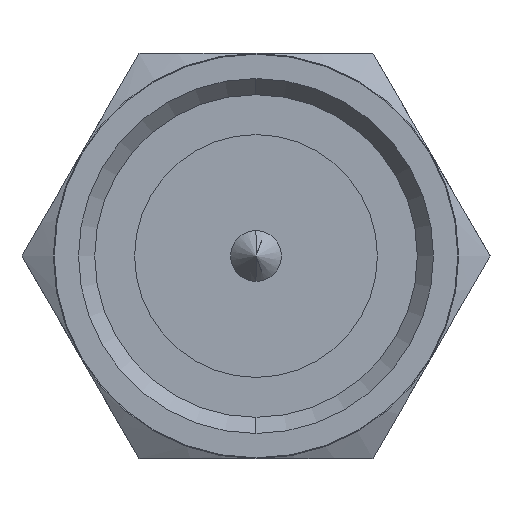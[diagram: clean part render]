
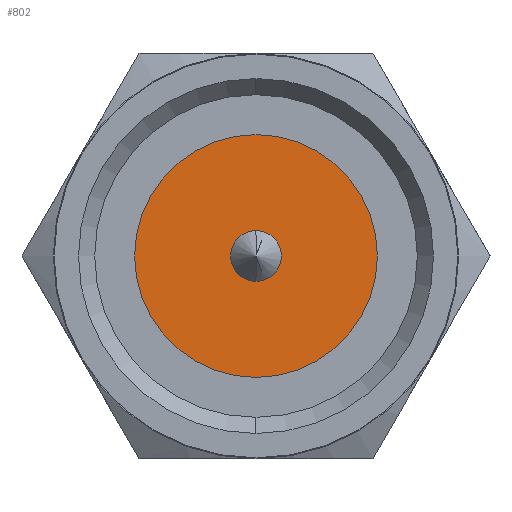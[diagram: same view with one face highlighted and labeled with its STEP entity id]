
A CAD part, left-side view. The second image highlights one B-rep face of the part: STEP entity #802.
In plain terms, the highlighted planar face has unit normal (-1, 0, 0).
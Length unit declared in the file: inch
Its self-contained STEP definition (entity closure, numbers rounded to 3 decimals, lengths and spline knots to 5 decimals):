
#24 = DIRECTION ( 'NONE',  ( -1., 0., 0. ) ) ;
#26 = CARTESIAN_POINT ( 'NONE',  ( -0.34396, 0., 0. ) ) ;
#31 = VERTEX_POINT ( 'NONE', #400 ) ;
#35 = DIRECTION ( 'NONE',  ( 0., 0., -1. ) ) ;
#39 = CARTESIAN_POINT ( 'NONE',  ( -0.34396, 0., 0. ) ) ;
#77 = ORIENTED_EDGE ( 'NONE', *, *, #620, .F. ) ;
#131 = CARTESIAN_POINT ( 'NONE',  ( -0.34396, 0., 0.07485 ) ) ;
#172 = ORIENTED_EDGE ( 'NONE', *, *, #774, .T. ) ;
#177 = AXIS2_PLACEMENT_3D ( 'NONE', #26, #494, #963 ) ;
#233 = DIRECTION ( 'NONE',  ( -1., 0., 0. ) ) ;
#281 = ORIENTED_EDGE ( 'NONE', *, *, #1332, .T. ) ;
#291 = PLANE ( 'NONE',  #830 ) ;
#334 = AXIS2_PLACEMENT_3D ( 'NONE', #39, #24, #506 ) ;
#335 = ORIENTED_EDGE ( 'NONE', *, *, #1017, .F. ) ;
#352 = DIRECTION ( 'NONE',  ( 0., 0., 1. ) ) ;
#365 = VERTEX_POINT ( 'NONE', #1167 ) ;
#394 = CIRCLE ( 'NONE', #334, 0.07485 ) ;
#400 = CARTESIAN_POINT ( 'NONE',  ( -0.34396, 0., 0.01562 ) ) ;
#471 = CIRCLE ( 'NONE', #1337, 0.01562 ) ;
#494 = DIRECTION ( 'NONE',  ( -1., 0., 0. ) ) ;
#501 = FACE_OUTER_BOUND ( 'NONE', #661, .T. ) ;
#506 = DIRECTION ( 'NONE',  ( 0., 0., 1. ) ) ;
#553 = CARTESIAN_POINT ( 'NONE',  ( -0.34396, 0., -0.07485 ) ) ;
#620 = EDGE_CURVE ( 'NONE', #365, #31, #1180, .T. ) ;
#627 = AXIS2_PLACEMENT_3D ( 'NONE', #1417, #233, #352 ) ;
#661 = EDGE_LOOP ( 'NONE', ( #281, #172 ) ) ;
#754 = CARTESIAN_POINT ( 'NONE',  ( -0.34396, 0.07485, 0. ) ) ;
#774 = EDGE_CURVE ( 'NONE', #1520, #1480, #985, .T. ) ;
#802 = ADVANCED_FACE ( 'NONE', ( #1098, #501 ), #291, .F. ) ;
#829 = DIRECTION ( 'NONE',  ( 0., 0., 1. ) ) ;
#830 = AXIS2_PLACEMENT_3D ( 'NONE', #754, #1454, #35 ) ;
#963 = DIRECTION ( 'NONE',  ( 0., 0., 1. ) ) ;
#985 = CIRCLE ( 'NONE', #177, 0.07485 ) ;
#1002 = EDGE_LOOP ( 'NONE', ( #335, #77 ) ) ;
#1017 = EDGE_CURVE ( 'NONE', #31, #365, #471, .T. ) ;
#1098 = FACE_BOUND ( 'NONE', #1002, .T. ) ;
#1167 = CARTESIAN_POINT ( 'NONE',  ( -0.34396, 0., -0.01562 ) ) ;
#1180 = CIRCLE ( 'NONE', #627, 0.01562 ) ;
#1318 = CARTESIAN_POINT ( 'NONE',  ( -0.34396, 0., 0. ) ) ;
#1332 = EDGE_CURVE ( 'NONE', #1480, #1520, #394, .T. ) ;
#1337 = AXIS2_PLACEMENT_3D ( 'NONE', #1318, #1455, #829 ) ;
#1417 = CARTESIAN_POINT ( 'NONE',  ( -0.34396, 0., 0. ) ) ;
#1454 = DIRECTION ( 'NONE',  ( 1., 0., 0. ) ) ;
#1455 = DIRECTION ( 'NONE',  ( -1., 0., 0. ) ) ;
#1480 = VERTEX_POINT ( 'NONE', #131 ) ;
#1520 = VERTEX_POINT ( 'NONE', #553 ) ;
